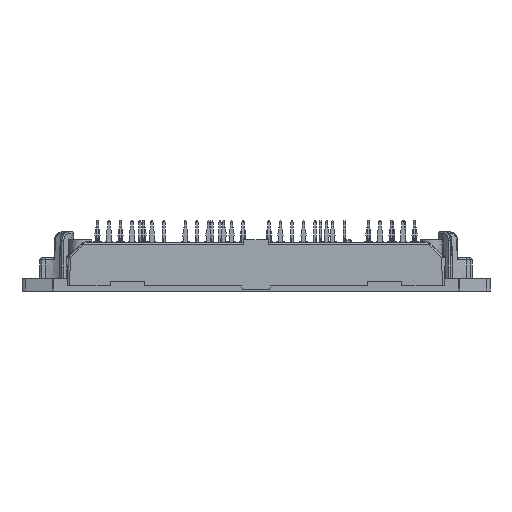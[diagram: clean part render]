
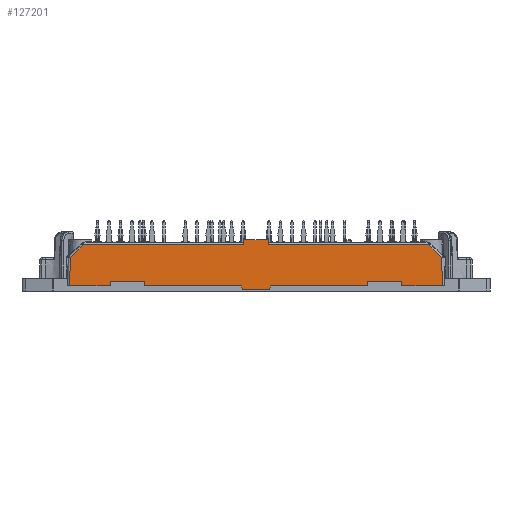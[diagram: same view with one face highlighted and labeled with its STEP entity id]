
A CAD part, front view. The second image highlights one B-rep face of the part: STEP entity #127201.
In plain terms, the highlighted planar face has unit normal (0, -1, 0.026).
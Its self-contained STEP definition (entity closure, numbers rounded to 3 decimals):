
#17449=ORIENTED_EDGE('',*,*,#43086,.F.);
#17450=ORIENTED_EDGE('',*,*,#43087,.T.);
#17451=ORIENTED_EDGE('',*,*,#43088,.F.);
#17452=ORIENTED_EDGE('',*,*,#43089,.T.);
#17453=ORIENTED_EDGE('',*,*,#43090,.T.);
#17454=ORIENTED_EDGE('',*,*,#41444,.F.);
#17455=ORIENTED_EDGE('',*,*,#41442,.T.);
#17456=ORIENTED_EDGE('',*,*,#42824,.F.);
#17457=ORIENTED_EDGE('',*,*,#41437,.T.);
#17458=ORIENTED_EDGE('',*,*,#42945,.T.);
#17459=ORIENTED_EDGE('',*,*,#41435,.T.);
#17460=ORIENTED_EDGE('',*,*,#41433,.T.);
#17461=ORIENTED_EDGE('',*,*,#43091,.T.);
#17462=ORIENTED_EDGE('',*,*,#43092,.F.);
#17463=ORIENTED_EDGE('',*,*,#43093,.T.);
#17464=ORIENTED_EDGE('',*,*,#43094,.T.);
#17465=ORIENTED_EDGE('',*,*,#43095,.T.);
#17466=ORIENTED_EDGE('',*,*,#41465,.F.);
#17467=ORIENTED_EDGE('',*,*,#41469,.T.);
#17468=ORIENTED_EDGE('',*,*,#41474,.F.);
#17469=ORIENTED_EDGE('',*,*,#41475,.F.);
#17470=ORIENTED_EDGE('',*,*,#41479,.T.);
#41433=EDGE_CURVE('',#53725,#54062,#63157,.T.);
#41435=EDGE_CURVE('',#54064,#53725,#63159,.T.);
#41437=EDGE_CURVE('',#54065,#54066,#63160,.F.);
#41442=EDGE_CURVE('',#53728,#54068,#63164,.F.);
#41444=EDGE_CURVE('',#53728,#54070,#63166,.T.);
#41465=EDGE_CURVE('',#54085,#54086,#63183,.F.);
#41469=EDGE_CURVE('',#54085,#54089,#63187,.T.);
#41474=EDGE_CURVE('',#54092,#54089,#63192,.F.);
#41475=EDGE_CURVE('',#54093,#54092,#63193,.T.);
#41479=EDGE_CURVE('',#54093,#54095,#63197,.F.);
#42824=EDGE_CURVE('',#54065,#54068,#63773,.T.);
#42945=EDGE_CURVE('',#54066,#54064,#63824,.T.);
#43086=EDGE_CURVE('',#55273,#54095,#63880,.F.);
#43087=EDGE_CURVE('',#55273,#55274,#63881,.F.);
#43088=EDGE_CURVE('',#55275,#55274,#63882,.F.);
#43089=EDGE_CURVE('',#55275,#55276,#63883,.F.);
#43090=EDGE_CURVE('',#55276,#54070,#63884,.F.);
#43091=EDGE_CURVE('',#54062,#55277,#63885,.F.);
#43092=EDGE_CURVE('',#55278,#55277,#63886,.F.);
#43093=EDGE_CURVE('',#55278,#55279,#63887,.F.);
#43094=EDGE_CURVE('',#55279,#55280,#63888,.F.);
#43095=EDGE_CURVE('',#55280,#54086,#63889,.F.);
#53725=VERTEX_POINT('',#176780);
#53728=VERTEX_POINT('',#176790);
#54062=VERTEX_POINT('',#180981);
#54064=VERTEX_POINT('',#180987);
#54065=VERTEX_POINT('',#180991);
#54066=VERTEX_POINT('',#180992);
#54068=VERTEX_POINT('',#180999);
#54070=VERTEX_POINT('',#181005);
#54085=VERTEX_POINT('',#181070);
#54086=VERTEX_POINT('',#181071);
#54089=VERTEX_POINT('',#181079);
#54092=VERTEX_POINT('',#181087);
#54093=VERTEX_POINT('',#181091);
#54095=VERTEX_POINT('',#181097);
#55273=VERTEX_POINT('',#186289);
#55274=VERTEX_POINT('',#186291);
#55275=VERTEX_POINT('',#186293);
#55276=VERTEX_POINT('',#186295);
#55277=VERTEX_POINT('',#186298);
#55278=VERTEX_POINT('',#186300);
#55279=VERTEX_POINT('',#186302);
#55280=VERTEX_POINT('',#186304);
#63157=LINE('',#180982,#71762);
#63159=LINE('',#180986,#71764);
#63160=LINE('',#180990,#71765);
#63164=LINE('',#181000,#71769);
#63166=LINE('',#181004,#71771);
#63183=LINE('',#181069,#71788);
#63187=LINE('',#181078,#71792);
#63192=LINE('',#181088,#71797);
#63193=LINE('',#181090,#71798);
#63197=LINE('',#181099,#71802);
#63773=LINE('',#185336,#72378);
#63824=LINE('',#185760,#72429);
#63880=LINE('',#186288,#72485);
#63881=LINE('',#186290,#72486);
#63882=LINE('',#186292,#72487);
#63883=LINE('',#186294,#72488);
#63884=LINE('',#186296,#72489);
#63885=LINE('',#186297,#72490);
#63886=LINE('',#186299,#72491);
#63887=LINE('',#186301,#72492);
#63888=LINE('',#186303,#72493);
#63889=LINE('',#186305,#72494);
#71762=VECTOR('',#148046,1000.);
#71764=VECTOR('',#148050,1000.);
#71765=VECTOR('',#148055,1000.);
#71769=VECTOR('',#148063,1000.);
#71771=VECTOR('',#148067,1000.);
#71788=VECTOR('',#148100,1000.);
#71792=VECTOR('',#148106,1000.);
#71797=VECTOR('',#148113,1000.);
#71798=VECTOR('',#148116,1000.);
#71802=VECTOR('',#148122,1000.);
#72378=VECTOR('',#150230,1000.);
#72429=VECTOR('',#150373,1000.);
#72485=VECTOR('',#150557,1000.);
#72486=VECTOR('',#150558,1000.);
#72487=VECTOR('',#150559,1000.);
#72488=VECTOR('',#150560,1000.);
#72489=VECTOR('',#150561,1000.);
#72490=VECTOR('',#150562,1000.);
#72491=VECTOR('',#150563,1000.);
#72492=VECTOR('',#150564,1000.);
#72493=VECTOR('',#150565,1000.);
#72494=VECTOR('',#150566,1000.);
#79381=EDGE_LOOP('',(#17449,#17450,#17451,#17452,#17453,#17454,#17455,#17456,
#17457,#17458,#17459,#17460,#17461,#17462,#17463,#17464,#17465,#17466,#17467,
#17468,#17469,#17470));
#84543=FACE_BOUND('',#79381,.T.);
#88713=PLANE('',#133852);
#127201=ADVANCED_FACE('',(#84543),#88713,.T.);
#133852=AXIS2_PLACEMENT_3D('',#186287,#150555,#150556);
#148046=DIRECTION('',(-0.707,-0.019,-0.707));
#148050=DIRECTION('',(-1.,0.,0.));
#148055=DIRECTION('',(1.,0.,0.));
#148063=DIRECTION('',(1.,0.,0.));
#148067=DIRECTION('',(0.707,-0.019,-0.707));
#148100=DIRECTION('',(1.,0.,0.));
#148106=DIRECTION('',(0.174,-0.026,-0.984));
#148113=DIRECTION('',(1.,0.,0.));
#148116=DIRECTION('',(-0.174,-0.026,-0.984));
#148122=DIRECTION('',(-1.,0.,0.));
#150230=DIRECTION('',(0.017,-0.026,-1.));
#150373=DIRECTION('',(-0.017,-0.026,-1.));
#150555=DIRECTION('',(0.,-1.,0.026));
#150556=DIRECTION('',(0.,-0.026,-1.));
#150557=DIRECTION('',(0.,0.026,1.));
#150558=DIRECTION('',(-1.,0.,0.));
#150559=DIRECTION('',(0.,-0.026,-1.));
#150560=DIRECTION('',(-1.,0.,0.));
#150561=DIRECTION('',(0.026,-0.026,-0.999));
#150562=DIRECTION('',(0.026,0.026,0.999));
#150563=DIRECTION('',(1.,0.,0.));
#150564=DIRECTION('',(0.,-0.026,-1.));
#150565=DIRECTION('',(-1.,0.,0.));
#150566=DIRECTION('',(0.,0.026,1.));
#176780=CARTESIAN_POINT('',(-40.443,-30.719,7.363));
#176790=CARTESIAN_POINT('',(40.443,-30.719,7.363));
#180981=CARTESIAN_POINT('',(-43.474,-30.798,4.332));
#180982=CARTESIAN_POINT('',(-23.298,-30.27,24.508));
#180986=CARTESIAN_POINT('',(0.,-30.719,7.363));
#180987=CARTESIAN_POINT('',(-2.845,-30.719,7.363));
#180990=CARTESIAN_POINT('',(0.,-30.689,8.5));
#180991=CARTESIAN_POINT('',(2.825,-30.689,8.5));
#180992=CARTESIAN_POINT('',(-2.825,-30.689,8.5));
#180999=CARTESIAN_POINT('',(2.845,-30.719,7.363));
#181000=CARTESIAN_POINT('',(0.,-30.719,7.363));
#181004=CARTESIAN_POINT('',(23.298,-30.27,24.508));
#181005=CARTESIAN_POINT('',(43.474,-30.798,4.332));
#181069=CARTESIAN_POINT('',(0.,-30.972,-2.3));
#181070=CARTESIAN_POINT('',(-3.359,-30.972,-2.3));
#181071=CARTESIAN_POINT('',(-26.147,-30.972,-2.3));
#181078=CARTESIAN_POINT('',(-3.861,-30.897,0.546));
#181079=CARTESIAN_POINT('',(-3.218,-30.993,-3.1));
#181087=CARTESIAN_POINT('',(3.218,-30.993,-3.1));
#181088=CARTESIAN_POINT('',(3.5,-30.993,-3.1));
#181090=CARTESIAN_POINT('',(3.861,-30.897,0.546));
#181091=CARTESIAN_POINT('',(3.359,-30.972,-2.3));
#181097=CARTESIAN_POINT('',(26.147,-30.972,-2.3));
#181099=CARTESIAN_POINT('',(0.,-30.972,-2.3));
#185336=CARTESIAN_POINT('',(2.849,-30.725,7.119));
#185760=CARTESIAN_POINT('',(-2.849,-30.725,7.119));
#186287=CARTESIAN_POINT('',(0.,-30.879,1.226));
#186288=CARTESIAN_POINT('',(26.147,-30.879,1.226));
#186289=CARTESIAN_POINT('',(26.147,-30.945,-1.3));
#186290=CARTESIAN_POINT('',(0.,-30.945,-1.3));
#186291=CARTESIAN_POINT('',(34.147,-30.945,-1.3));
#186292=CARTESIAN_POINT('',(34.147,-30.879,1.226));
#186293=CARTESIAN_POINT('',(34.147,-30.972,-2.3));
#186294=CARTESIAN_POINT('',(0.,-30.972,-2.3));
#186295=CARTESIAN_POINT('',(43.647,-30.972,-2.3));
#186296=CARTESIAN_POINT('',(43.525,-30.849,2.365));
#186297=CARTESIAN_POINT('',(-43.525,-30.849,2.365));
#186298=CARTESIAN_POINT('',(-43.647,-30.972,-2.3));
#186299=CARTESIAN_POINT('',(0.,-30.972,-2.3));
#186300=CARTESIAN_POINT('',(-34.147,-30.972,-2.3));
#186301=CARTESIAN_POINT('',(-34.147,-30.879,1.226));
#186302=CARTESIAN_POINT('',(-34.147,-30.945,-1.3));
#186303=CARTESIAN_POINT('',(0.,-30.945,-1.3));
#186304=CARTESIAN_POINT('',(-26.147,-30.945,-1.3));
#186305=CARTESIAN_POINT('',(-26.147,-30.879,1.226));
